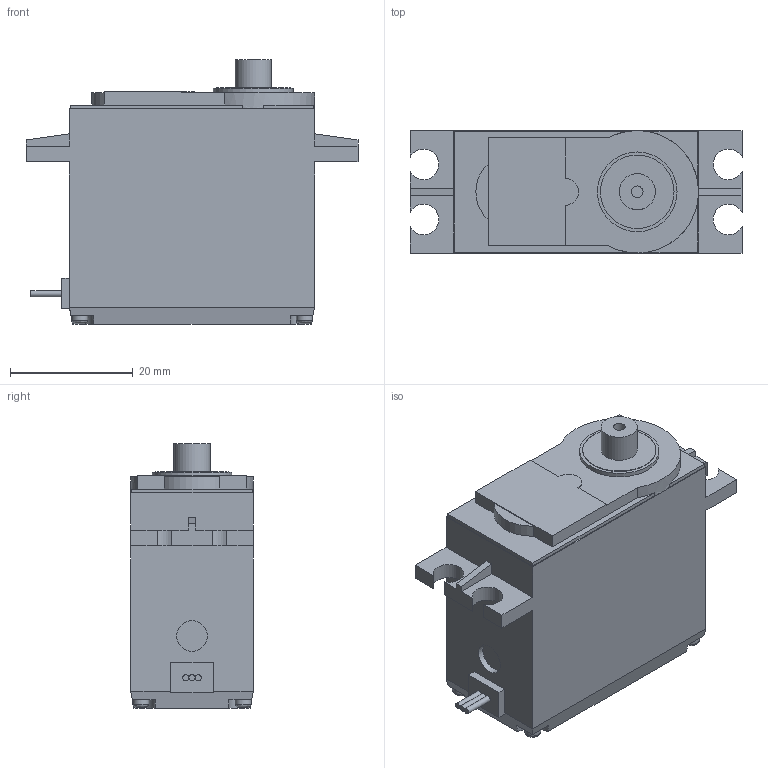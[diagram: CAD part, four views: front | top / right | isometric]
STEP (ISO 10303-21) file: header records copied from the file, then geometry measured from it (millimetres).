
FILE_DESCRIPTION(/* description */ (''),/* implementation_level */ '2;1');
FILE_NAME(/* name */ 'feetechservo.step',/* time_stamp */ '2025-05-08T22:40:32+02:00',/* author */ (''),/* organization */ (''),/* preprocessor_version */ 'ST-DEVELOPER v20.1',/* originating_system */ 'Autodesk Translation Framework v14.4.0.0',/* authorisation */ '');
FILE_SCHEMA (('AUTOMOTIVE_DESIGN { 1 0 10303 214 3 1 1 }'));
Length unit declared in the file: millimetre
Products named in the file (2): Serwo Feetech FS5106R; Komponent1
Assembly tree (1 placements, depth 2):
  Serwo Feetech FS5106R
    Komponent1
Bounding box: 54.2 x 20 x 43.2 mm (x, y, z)
Volume: 30597.8 mm3; surface area: 7056.4 mm2
Topology: 9 solids, 9 shells, 107 faces, 247 edges, 161 vertices
Faces by surface type: plane 78, cylinder 25, bspline 4
Full cylindrical faces by diameter (mm): 1 x1, 1.9 x1, 2.6 x4, 5 x1, 5.9 x1, 12 x1, 13 x1
Entity records: 3566 total; most frequent: CARTESIAN_POINT 1058, DIRECTION 510, ORIENTED_EDGE 494, EDGE_CURVE 247, LINE 172, VECTOR 172, AXIS2_PLACEMENT_3D 169, VERTEX_POINT 161
